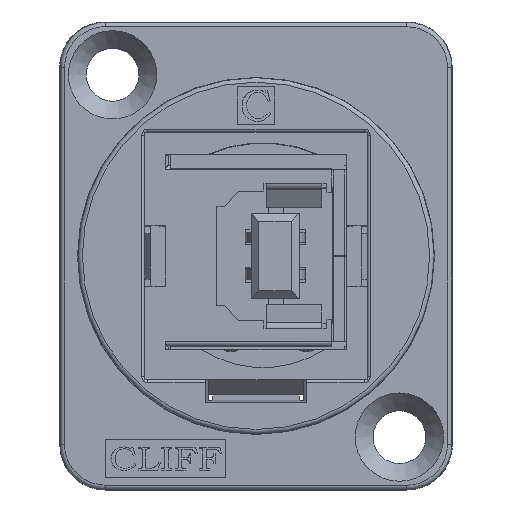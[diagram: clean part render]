
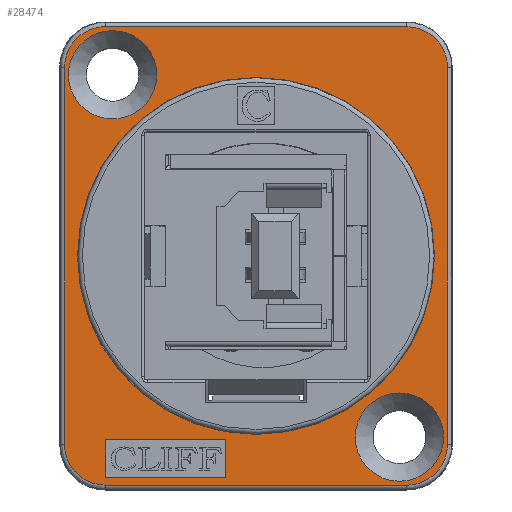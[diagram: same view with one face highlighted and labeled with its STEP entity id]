
A CAD part, top view. The second image highlights one B-rep face of the part: STEP entity #28474.
In plain terms, the highlighted planar face has unit normal (0, 0, 1).
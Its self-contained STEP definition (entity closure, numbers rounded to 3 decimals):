
#458=FACE_BOUND('',#3800,.T.);
#459=FACE_BOUND('',#3801,.T.);
#460=FACE_BOUND('',#3802,.T.);
#461=FACE_BOUND('',#3803,.T.);
#558=ELLIPSE('',#30102,2.7,2.7);
#559=ELLIPSE('',#30103,2.7,2.7);
#560=ELLIPSE('',#30104,2.7,2.7);
#561=ELLIPSE('',#30105,2.7,2.7);
#842=CIRCLE('',#29918,11.823);
#875=CIRCLE('',#30106,2.925);
#876=CIRCLE('',#30107,2.925);
#2397=FACE_OUTER_BOUND('',#3799,.T.);
#3799=EDGE_LOOP('',(#24923,#24924,#24925,#24926,#24927,#24928,#24929,#24930));
#3800=EDGE_LOOP('',(#24931,#24932,#24933,#24934));
#3801=EDGE_LOOP('',(#24935));
#3802=EDGE_LOOP('',(#24936));
#3803=EDGE_LOOP('',(#24937));
#7133=LINE('',#52992,#10473);
#7137=LINE('',#53000,#10477);
#7140=LINE('',#53006,#10480);
#7143=LINE('',#53011,#10483);
#7159=LINE('',#53072,#10499);
#7160=LINE('',#53076,#10500);
#7161=LINE('',#53080,#10501);
#7162=LINE('',#53083,#10502);
#10473=VECTOR('',#36583,2.5);
#10477=VECTOR('',#36589,8.);
#10480=VECTOR('',#36594,2.5);
#10483=VECTOR('',#36599,8.);
#10499=VECTOR('',#36657,24.965);
#10500=VECTOR('',#36660,19.965);
#10501=VECTOR('',#36663,24.965);
#10502=VECTOR('',#36666,19.965);
#12745=VERTEX_POINT('',#51129);
#13035=VERTEX_POINT('',#52990);
#13036=VERTEX_POINT('',#52991);
#13039=VERTEX_POINT('',#52999);
#13041=VERTEX_POINT('',#53005);
#13051=VERTEX_POINT('',#53068);
#13052=VERTEX_POINT('',#53069);
#13053=VERTEX_POINT('',#53071);
#13054=VERTEX_POINT('',#53073);
#13055=VERTEX_POINT('',#53075);
#13056=VERTEX_POINT('',#53077);
#13057=VERTEX_POINT('',#53079);
#13058=VERTEX_POINT('',#53081);
#13059=VERTEX_POINT('',#53084);
#13060=VERTEX_POINT('',#53086);
#16534=EDGE_CURVE('',#12745,#12745,#842,.T.);
#16997=EDGE_CURVE('',#13035,#13036,#7133,.T.);
#17001=EDGE_CURVE('',#13039,#13035,#7137,.T.);
#17004=EDGE_CURVE('',#13041,#13039,#7140,.T.);
#17007=EDGE_CURVE('',#13036,#13041,#7143,.T.);
#17030=EDGE_CURVE('',#13051,#13052,#558,.T.);
#17031=EDGE_CURVE('',#13053,#13051,#7159,.T.);
#17032=EDGE_CURVE('',#13054,#13053,#559,.T.);
#17033=EDGE_CURVE('',#13055,#13054,#7160,.T.);
#17034=EDGE_CURVE('',#13056,#13055,#560,.T.);
#17035=EDGE_CURVE('',#13057,#13056,#7161,.T.);
#17036=EDGE_CURVE('',#13058,#13057,#561,.T.);
#17037=EDGE_CURVE('',#13052,#13058,#7162,.T.);
#17038=EDGE_CURVE('',#13059,#13059,#875,.T.);
#17039=EDGE_CURVE('',#13060,#13060,#876,.T.);
#24923=ORIENTED_EDGE('',*,*,#17030,.F.);
#24924=ORIENTED_EDGE('',*,*,#17031,.F.);
#24925=ORIENTED_EDGE('',*,*,#17032,.F.);
#24926=ORIENTED_EDGE('',*,*,#17033,.F.);
#24927=ORIENTED_EDGE('',*,*,#17034,.F.);
#24928=ORIENTED_EDGE('',*,*,#17035,.F.);
#24929=ORIENTED_EDGE('',*,*,#17036,.F.);
#24930=ORIENTED_EDGE('',*,*,#17037,.F.);
#24931=ORIENTED_EDGE('',*,*,#16997,.T.);
#24932=ORIENTED_EDGE('',*,*,#17007,.T.);
#24933=ORIENTED_EDGE('',*,*,#17004,.T.);
#24934=ORIENTED_EDGE('',*,*,#17001,.T.);
#24935=ORIENTED_EDGE('',*,*,#16534,.T.);
#24936=ORIENTED_EDGE('',*,*,#17038,.T.);
#24937=ORIENTED_EDGE('',*,*,#17039,.T.);
#26060=PLANE('',#30101);
#28474=ADVANCED_FACE('',(#2397,#458,#459,#460,#461),#26060,.T.);
#29918=AXIS2_PLACEMENT_3D('',#51130,#35939,#35940);
#30101=AXIS2_PLACEMENT_3D('',#53067,#36653,#36654);
#30102=AXIS2_PLACEMENT_3D('',#53070,#36655,#36656);
#30103=AXIS2_PLACEMENT_3D('',#53074,#36658,#36659);
#30104=AXIS2_PLACEMENT_3D('',#53078,#36661,#36662);
#30105=AXIS2_PLACEMENT_3D('',#53082,#36664,#36665);
#30106=AXIS2_PLACEMENT_3D('',#53085,#36667,#36668);
#30107=AXIS2_PLACEMENT_3D('',#53087,#36669,#36670);
#35939=DIRECTION('center_axis',(0.,0.,
-1.));
#35940=DIRECTION('ref_axis',(-1.,0.,0.));
#36583=DIRECTION('',(0.,1.,0.));
#36589=DIRECTION('',(-1.,0.,0.));
#36594=DIRECTION('',(0.,-1.,0.));
#36599=DIRECTION('',(1.,0.,0.));
#36653=DIRECTION('center_axis',(0.,0.,
1.));
#36654=DIRECTION('ref_axis',(1.,0.,0.));
#36655=DIRECTION('center_axis',(0.,0.,
-1.));
#36656=DIRECTION('ref_axis',(-0.707,0.707,0.));
#36657=DIRECTION('',(0.,1.,0.));
#36658=DIRECTION('center_axis',(0.,0.,
-1.));
#36659=DIRECTION('ref_axis',(-0.707,-0.707,0.));
#36660=DIRECTION('',(-1.,0.,0.));
#36661=DIRECTION('center_axis',(0.,0.,
-1.));
#36662=DIRECTION('ref_axis',(0.707,-0.707,0.));
#36663=DIRECTION('',(0.,-1.,0.));
#36664=DIRECTION('center_axis',(0.,0.,
-1.));
#36665=DIRECTION('ref_axis',(0.707,0.707,0.));
#36666=DIRECTION('',(1.,0.,0.));
#36667=DIRECTION('center_axis',(0.,0.,
-1.));
#36668=DIRECTION('ref_axis',(1.,0.,0.));
#36669=DIRECTION('center_axis',(0.,0.,
-1.));
#36670=DIRECTION('ref_axis',(1.,0.,0.));
#51129=CARTESIAN_POINT('',(11.823,0.,0.));
#51130=CARTESIAN_POINT('Origin',(0.,0.,
0.));
#52990=CARTESIAN_POINT('',(-10.,-14.683,0.));
#52991=CARTESIAN_POINT('',(-10.,-12.183,0.));
#52992=CARTESIAN_POINT('',(-10.,-7.341,0.));
#52999=CARTESIAN_POINT('',(-2.,-14.683,0.));
#53000=CARTESIAN_POINT('',(-1.,-14.683,0.));
#53005=CARTESIAN_POINT('',(-2.,-12.183,0.));
#53006=CARTESIAN_POINT('',(-2.,-6.091,0.));
#53011=CARTESIAN_POINT('',(-5.,-12.183,0.));
#53067=CARTESIAN_POINT('Origin',(0.,0.,
0.));
#53068=CARTESIAN_POINT('',(-12.683,12.483,0.));
#53069=CARTESIAN_POINT('',(-9.983,15.183,0.));
#53070=CARTESIAN_POINT('Origin',(-9.982,12.482,0.));
#53071=CARTESIAN_POINT('',(-12.683,-12.483,0.));
#53072=CARTESIAN_POINT('',(-12.683,-7.75,0.));
#53073=CARTESIAN_POINT('',(-9.983,-15.183,0.));
#53074=CARTESIAN_POINT('Origin',(-9.982,-12.482,0.));
#53075=CARTESIAN_POINT('',(9.983,-15.183,0.));
#53076=CARTESIAN_POINT('',(6.5,-15.183,0.));
#53077=CARTESIAN_POINT('',(12.683,-12.483,0.));
#53078=CARTESIAN_POINT('Origin',(9.982,-12.482,0.));
#53079=CARTESIAN_POINT('',(12.683,12.483,0.));
#53080=CARTESIAN_POINT('',(12.683,7.75,0.));
#53081=CARTESIAN_POINT('',(9.983,15.183,0.));
#53082=CARTESIAN_POINT('Origin',(9.982,12.482,0.));
#53083=CARTESIAN_POINT('',(-6.5,15.183,0.));
#53084=CARTESIAN_POINT('',(12.425,-12.,0.));
#53085=CARTESIAN_POINT('Origin',(9.5,-12.,0.));
#53086=CARTESIAN_POINT('',(-6.575,12.,0.));
#53087=CARTESIAN_POINT('Origin',(-9.5,12.,0.));
